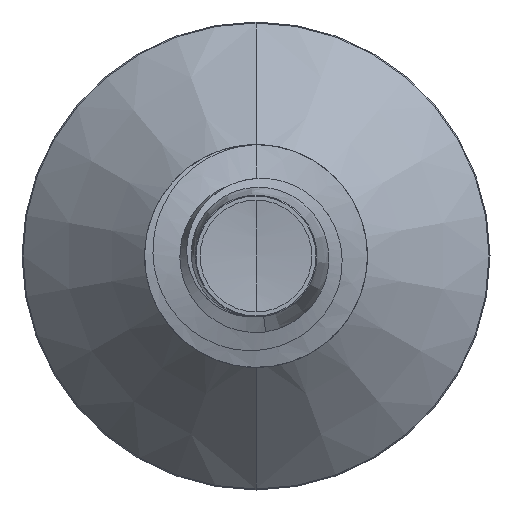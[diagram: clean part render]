
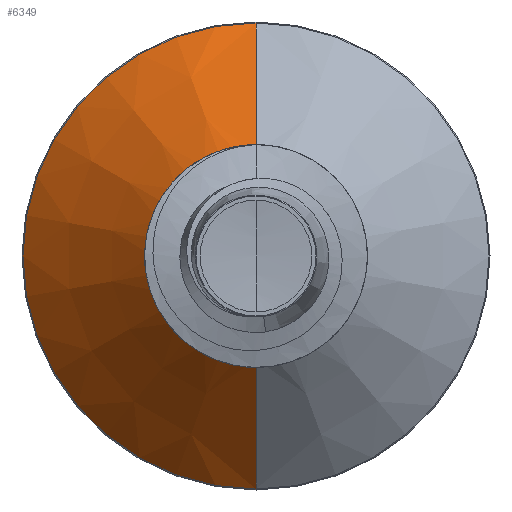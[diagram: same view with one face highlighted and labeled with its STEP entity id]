
A CAD part, front view. The second image highlights one B-rep face of the part: STEP entity #6349.
In plain terms, the highlighted conical face has half-angle 45 degrees and reference radius 1.857 mm.
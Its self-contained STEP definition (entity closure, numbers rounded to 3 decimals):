
#41 = CIRCLE ( 'NONE', #5327, 1.857 ) ;
#813 = FACE_OUTER_BOUND ( 'NONE', #4179, .T. ) ;
#1226 = CONICAL_SURFACE ( 'NONE', #1702, 1.857, 0.785 ) ;
#1702 = AXIS2_PLACEMENT_3D ( 'NONE', #11163, #11174, #11173 ) ;
#1876 = AXIS2_PLACEMENT_3D ( 'NONE', #2376, #2374, #2360 ) ;
#1980 = DIRECTION ( 'NONE',  ( 0., 0., 1. ) ) ;
#1988 = DIRECTION ( 'NONE',  ( 0., 1., 0. ) ) ;
#2008 = CARTESIAN_POINT ( 'NONE',  ( 0., 5.957, 0. ) ) ;
#2360 = DIRECTION ( 'NONE',  ( 0., 0., 1. ) ) ;
#2374 = DIRECTION ( 'NONE',  ( 0., 1., 0. ) ) ;
#2376 = CARTESIAN_POINT ( 'NONE',  ( 0., 8.282, 0. ) ) ;
#2521 = DIRECTION ( 'NONE',  ( 0., 0.707, -0.707 ) ) ;
#2564 = CARTESIAN_POINT ( 'NONE',  ( 0., 5.957, -1.857 ) ) ;
#2603 = EDGE_CURVE ( 'NONE', #9356, #6732, #7630, .T. ) ;
#3427 = VERTEX_POINT ( 'NONE', #6067 ) ;
#4179 = EDGE_LOOP ( 'NONE', ( #7419, #11643, #9446, #7738 ) ) ;
#5327 = AXIS2_PLACEMENT_3D ( 'NONE', #2008, #1988, #1980 ) ;
#6067 = CARTESIAN_POINT ( 'NONE',  ( 0., 5.957, -1.857 ) ) ;
#6349 = ADVANCED_FACE ( 'NONE', ( #813 ), #1226, .T. ) ;
#6527 = CARTESIAN_POINT ( 'NONE',  ( 0., 5.957, 1.857 ) ) ;
#6690 = DIRECTION ( 'NONE',  ( 0., 0.707, 0.707 ) ) ;
#6732 = VERTEX_POINT ( 'NONE', #8665 ) ;
#7221 = CARTESIAN_POINT ( 'NONE',  ( 0., 5.957, 1.857 ) ) ;
#7419 = ORIENTED_EDGE ( 'NONE', *, *, #11686, .F. ) ;
#7616 = VECTOR ( 'NONE', #6690, 1000. ) ;
#7630 = LINE ( 'NONE', #7221, #7616 ) ;
#7738 = ORIENTED_EDGE ( 'NONE', *, *, #11765, .F. ) ;
#8017 = CIRCLE ( 'NONE', #1876, 4.182 ) ;
#8267 = VERTEX_POINT ( 'NONE', #10972 ) ;
#8665 = CARTESIAN_POINT ( 'NONE',  ( 0., 8.282, 4.182 ) ) ;
#8949 = LINE ( 'NONE', #2564, #12338 ) ;
#9356 = VERTEX_POINT ( 'NONE', #6527 ) ;
#9446 = ORIENTED_EDGE ( 'NONE', *, *, #2603, .T. ) ;
#10127 = EDGE_CURVE ( 'NONE', #3427, #9356, #41, .T. ) ;
#10972 = CARTESIAN_POINT ( 'NONE',  ( 0., 8.282, -4.182 ) ) ;
#11163 = CARTESIAN_POINT ( 'NONE',  ( 0., 5.957, 0. ) ) ;
#11173 = DIRECTION ( 'NONE',  ( 0., 0., 1. ) ) ;
#11174 = DIRECTION ( 'NONE',  ( 0., 1., 0. ) ) ;
#11643 = ORIENTED_EDGE ( 'NONE', *, *, #10127, .T. ) ;
#11686 = EDGE_CURVE ( 'NONE', #3427, #8267, #8949, .T. ) ;
#11765 = EDGE_CURVE ( 'NONE', #8267, #6732, #8017, .T. ) ;
#12338 = VECTOR ( 'NONE', #2521, 1000. ) ;
